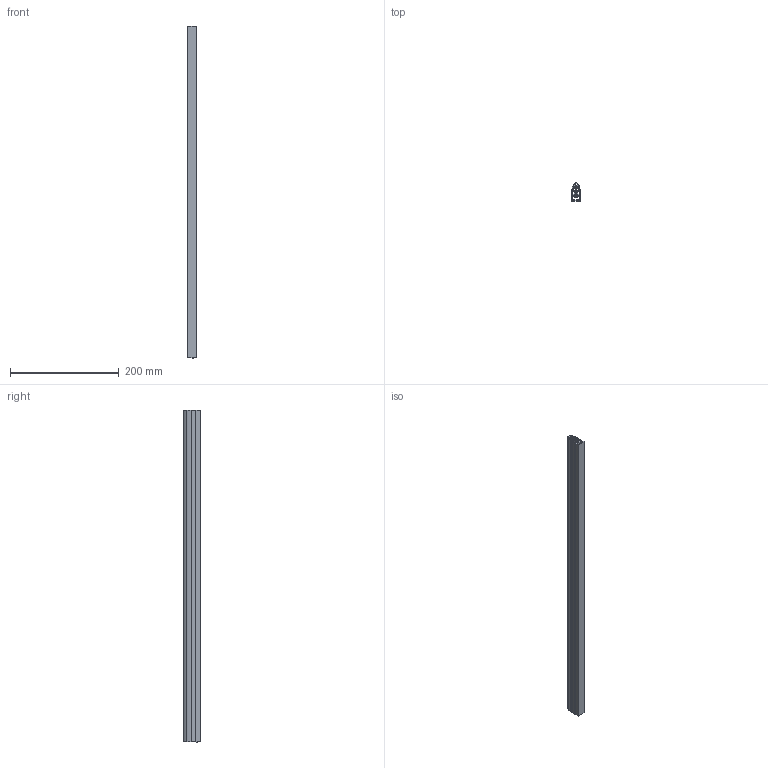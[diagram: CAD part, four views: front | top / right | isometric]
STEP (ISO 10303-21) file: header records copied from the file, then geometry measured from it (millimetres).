
FILE_DESCRIPTION (( 'STEP AP214' ), '1' );
FILE_NAME ('1502-4730.STEP', '2019-06-12T21:31:06', ( '' ), ( '' ), 'SwSTEP 2.0', 'SolidWorks 2018', '' );
FILE_SCHEMA (( 'AUTOMOTIVE_DESIGN' ));
Length unit declared in the file: inch
Products named in the file (1): 1502-4730
Bounding box: 15.08 x 32.55 x 609.6 mm (x, y, z)
Volume: 142108.9 mm3; surface area: 189218.1 mm2
Topology: 2 solids, 2 shells, 123 faces, 357 edges, 238 vertices
Faces by surface type: plane 59, cylinder 57, bspline 7
Entity records: 5945 total; most frequent: CARTESIAN_POINT 958, ORIENTED_EDGE 714, DIRECTION 691, EDGE_CURVE 357, VERTEX_POINT 238, AXIS2_PLACEMENT_3D 231, LINE 229, VECTOR 229
